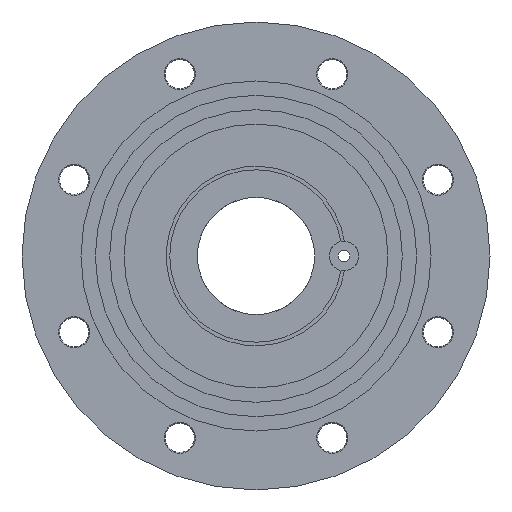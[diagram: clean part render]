
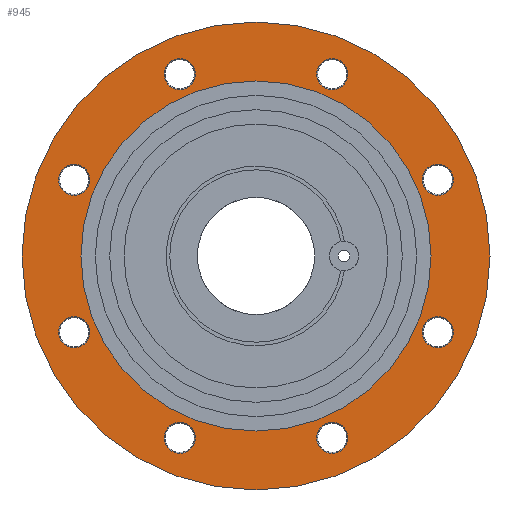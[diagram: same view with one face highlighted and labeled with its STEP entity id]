
A CAD part, front view. The second image highlights one B-rep face of the part: STEP entity #945.
In plain terms, the highlighted planar face has unit normal (0, -1, 0).
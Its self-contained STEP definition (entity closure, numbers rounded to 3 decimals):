
#43=FACE_BOUND('',#182,.T.);
#44=FACE_BOUND('',#183,.T.);
#45=FACE_BOUND('',#184,.T.);
#46=FACE_BOUND('',#185,.T.);
#47=FACE_BOUND('',#186,.T.);
#48=FACE_BOUND('',#187,.T.);
#49=FACE_BOUND('',#188,.T.);
#50=FACE_BOUND('',#189,.T.);
#51=FACE_BOUND('',#190,.T.);
#75=PLANE('',#1072);
#118=FACE_OUTER_BOUND('',#181,.T.);
#181=EDGE_LOOP('',(#761));
#182=EDGE_LOOP('',(#762));
#183=EDGE_LOOP('',(#763));
#184=EDGE_LOOP('',(#764));
#185=EDGE_LOOP('',(#765));
#186=EDGE_LOOP('',(#766));
#187=EDGE_LOOP('',(#767));
#188=EDGE_LOOP('',(#768));
#189=EDGE_LOOP('',(#769));
#190=EDGE_LOOP('',(#770));
#343=CIRCLE('',#1018,2.65);
#346=CIRCLE('',#1022,2.65);
#349=CIRCLE('',#1026,2.65);
#352=CIRCLE('',#1030,2.65);
#355=CIRCLE('',#1034,2.65);
#358=CIRCLE('',#1038,2.65);
#361=CIRCLE('',#1042,2.65);
#364=CIRCLE('',#1046,2.65);
#377=CIRCLE('',#1069,29.85);
#379=CIRCLE('',#1073,39.9);
#421=VERTEX_POINT('',#1505);
#424=VERTEX_POINT('',#1513);
#427=VERTEX_POINT('',#1521);
#430=VERTEX_POINT('',#1529);
#433=VERTEX_POINT('',#1537);
#436=VERTEX_POINT('',#1545);
#439=VERTEX_POINT('',#1553);
#442=VERTEX_POINT('',#1561);
#455=VERTEX_POINT('',#1607);
#457=VERTEX_POINT('',#1614);
#517=EDGE_CURVE('',#421,#421,#343,.T.);
#521=EDGE_CURVE('',#424,#424,#346,.T.);
#525=EDGE_CURVE('',#427,#427,#349,.T.);
#529=EDGE_CURVE('',#430,#430,#352,.T.);
#533=EDGE_CURVE('',#433,#433,#355,.T.);
#537=EDGE_CURVE('',#436,#436,#358,.T.);
#541=EDGE_CURVE('',#439,#439,#361,.T.);
#545=EDGE_CURVE('',#442,#442,#364,.T.);
#568=EDGE_CURVE('',#455,#455,#377,.T.);
#571=EDGE_CURVE('',#457,#457,#379,.T.);
#761=ORIENTED_EDGE('',*,*,#571,.T.);
#762=ORIENTED_EDGE('',*,*,#517,.T.);
#763=ORIENTED_EDGE('',*,*,#521,.T.);
#764=ORIENTED_EDGE('',*,*,#525,.T.);
#765=ORIENTED_EDGE('',*,*,#529,.T.);
#766=ORIENTED_EDGE('',*,*,#533,.T.);
#767=ORIENTED_EDGE('',*,*,#537,.T.);
#768=ORIENTED_EDGE('',*,*,#541,.T.);
#769=ORIENTED_EDGE('',*,*,#545,.T.);
#770=ORIENTED_EDGE('',*,*,#568,.T.);
#945=ADVANCED_FACE('',(#118,#43,#44,#45,#46,#47,#48,#49,#50,#51),#75,.T.);
#1018=AXIS2_PLACEMENT_3D('',#1506,#1198,#1199);
#1022=AXIS2_PLACEMENT_3D('',#1514,#1207,#1208);
#1026=AXIS2_PLACEMENT_3D('',#1522,#1216,#1217);
#1030=AXIS2_PLACEMENT_3D('',#1530,#1225,#1226);
#1034=AXIS2_PLACEMENT_3D('',#1538,#1234,#1235);
#1038=AXIS2_PLACEMENT_3D('',#1546,#1243,#1244);
#1042=AXIS2_PLACEMENT_3D('',#1554,#1252,#1253);
#1046=AXIS2_PLACEMENT_3D('',#1562,#1261,#1262);
#1069=AXIS2_PLACEMENT_3D('',#1608,#1317,#1318);
#1072=AXIS2_PLACEMENT_3D('',#1613,#1324,#1325);
#1073=AXIS2_PLACEMENT_3D('',#1615,#1326,#1327);
#1198=DIRECTION('center_axis',(0.,1.,0.));
#1199=DIRECTION('ref_axis',(0.,0.,-1.));
#1207=DIRECTION('center_axis',(0.,1.,0.));
#1208=DIRECTION('ref_axis',(0.,0.,-1.));
#1216=DIRECTION('center_axis',(0.,1.,0.));
#1217=DIRECTION('ref_axis',(0.,0.,-1.));
#1225=DIRECTION('center_axis',(0.,1.,0.));
#1226=DIRECTION('ref_axis',(0.,0.,-1.));
#1234=DIRECTION('center_axis',(0.,1.,0.));
#1235=DIRECTION('ref_axis',(0.,0.,-1.));
#1243=DIRECTION('center_axis',(0.,1.,0.));
#1244=DIRECTION('ref_axis',(0.,0.,-1.));
#1252=DIRECTION('center_axis',(0.,1.,0.));
#1253=DIRECTION('ref_axis',(0.,0.,-1.));
#1261=DIRECTION('center_axis',(0.,1.,0.));
#1262=DIRECTION('ref_axis',(0.,0.,-1.));
#1317=DIRECTION('center_axis',(0.,1.,0.));
#1318=DIRECTION('ref_axis',(1.,0.,0.));
#1324=DIRECTION('center_axis',(0.,-1.,0.));
#1325=DIRECTION('ref_axis',(1.,0.,0.));
#1326=DIRECTION('center_axis',(0.,-1.,0.));
#1327=DIRECTION('ref_axis',(-1.,0.,0.));
#1505=CARTESIAN_POINT('',(-114.717,-85.851,-153.948));
#1506=CARTESIAN_POINT('Origin',(-114.717,-85.851,-156.598));
#1513=CARTESIAN_POINT('',(-88.718,-85.851,-153.948));
#1514=CARTESIAN_POINT('Origin',(-88.718,-85.851,-156.598));
#1521=CARTESIAN_POINT('',(-70.717,-85.851,-135.949));
#1522=CARTESIAN_POINT('Origin',(-70.717,-85.851,-138.599));
#1529=CARTESIAN_POINT('',(-70.718,-85.851,-109.949));
#1530=CARTESIAN_POINT('Origin',(-70.718,-85.851,-112.599));
#1537=CARTESIAN_POINT('',(-88.718,-85.851,-91.949));
#1538=CARTESIAN_POINT('Origin',(-88.718,-85.851,-94.599));
#1545=CARTESIAN_POINT('',(-114.718,-85.851,-91.949));
#1546=CARTESIAN_POINT('Origin',(-114.718,-85.851,-94.599));
#1553=CARTESIAN_POINT('',(-132.717,-85.851,-109.956));
#1554=CARTESIAN_POINT('Origin',(-132.717,-85.851,-112.606));
#1561=CARTESIAN_POINT('',(-132.718,-85.851,-135.95));
#1562=CARTESIAN_POINT('Origin',(-132.718,-85.851,-138.6));
#1607=CARTESIAN_POINT('',(-131.568,-85.851,-125.599));
#1608=CARTESIAN_POINT('Origin',(-101.718,-85.851,-125.599));
#1613=CARTESIAN_POINT('Origin',(-104.218,-85.851,-125.599));
#1614=CARTESIAN_POINT('',(-61.818,-85.851,-125.599));
#1615=CARTESIAN_POINT('Origin',(-101.718,-85.851,-125.599));
